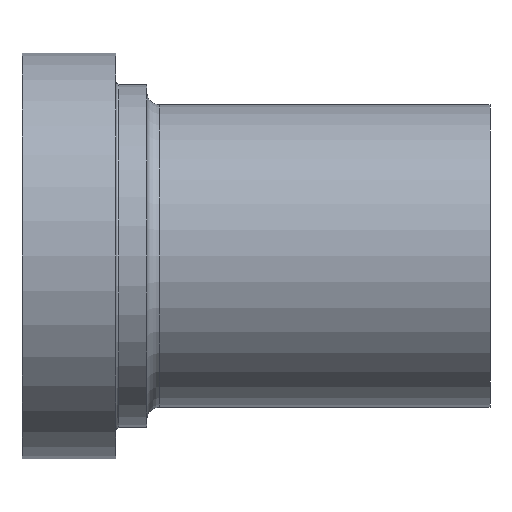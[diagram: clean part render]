
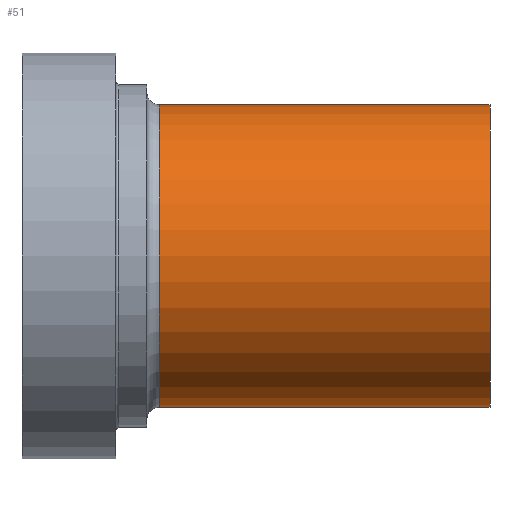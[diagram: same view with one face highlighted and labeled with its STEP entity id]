
A CAD part, front view. The second image highlights one B-rep face of the part: STEP entity #51.
In plain terms, the highlighted cylindrical face has radius 4.85 mm (diameter 9.7 mm), a full revolution.
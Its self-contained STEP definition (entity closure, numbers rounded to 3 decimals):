
#51 = ADVANCED_FACE( '', ( #108, #109 ), #110, .T. );
#108 = FACE_OUTER_BOUND( '', #167, .T. );
#109 = FACE_OUTER_BOUND( '', #168, .T. );
#110 = CYLINDRICAL_SURFACE( '', #169, 4.85 );
#167 = EDGE_LOOP( '', ( #234 ) );
#168 = EDGE_LOOP( '', ( #235 ) );
#169 = AXIS2_PLACEMENT_3D( '', #236, #237, #238 );
#234 = ORIENTED_EDGE( '', *, *, #281, .F. );
#235 = ORIENTED_EDGE( '', *, *, #284, .T. );
#236 = CARTESIAN_POINT( '', ( -60., 0., 0. ) );
#237 = DIRECTION( '', ( 1., 0., 0. ) );
#238 = DIRECTION( '', ( 0., 0., 1. ) );
#281 = EDGE_CURVE( '', #314, #314, #315, .T. );
#284 = EDGE_CURVE( '', #319, #319, #320, .T. );
#314 = VERTEX_POINT( '', #353 );
#315 = CIRCLE( '', #354, 4.85 );
#319 = VERTEX_POINT( '', #358 );
#320 = CIRCLE( '', #359, 4.85 );
#353 = CARTESIAN_POINT( '', ( -10.6, 0., 4.85 ) );
#354 = AXIS2_PLACEMENT_3D( '', #394, #395, #396 );
#358 = CARTESIAN_POINT( '', ( 0., 0., 4.85 ) );
#359 = AXIS2_PLACEMENT_3D( '', #400, #401, #402 );
#394 = CARTESIAN_POINT( '', ( -10.6, 0., 0. ) );
#395 = DIRECTION( '', ( -1., 0., 0. ) );
#396 = DIRECTION( '', ( 0., 0., 1. ) );
#400 = CARTESIAN_POINT( '', ( 0., 0., 0. ) );
#401 = DIRECTION( '', ( -1., 0., 0. ) );
#402 = DIRECTION( '', ( 0., 0., 1. ) );
